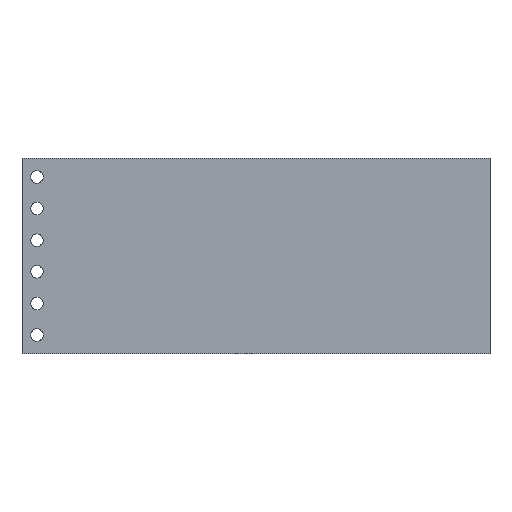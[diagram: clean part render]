
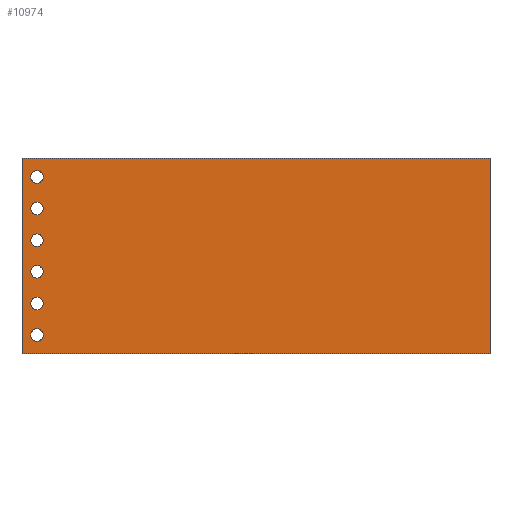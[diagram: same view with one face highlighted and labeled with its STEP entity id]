
A CAD part, front view. The second image highlights one B-rep face of the part: STEP entity #10974.
In plain terms, the highlighted planar face has unit normal (0, -1, 0).
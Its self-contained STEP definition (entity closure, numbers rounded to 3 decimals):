
#14=FACE_BOUND('',#1923,.T.);
#15=FACE_BOUND('',#1924,.T.);
#16=FACE_BOUND('',#1925,.T.);
#17=FACE_BOUND('',#1926,.T.);
#18=FACE_BOUND('',#1927,.T.);
#19=FACE_BOUND('',#1928,.T.);
#237=PLANE('',#11646);
#1344=FACE_OUTER_BOUND('',#1922,.T.);
#1922=EDGE_LOOP('',(#8555,#8556,#8557,#8558));
#1923=EDGE_LOOP('',(#8559));
#1924=EDGE_LOOP('',(#8560));
#1925=EDGE_LOOP('',(#8561));
#1926=EDGE_LOOP('',(#8562));
#1927=EDGE_LOOP('',(#8563));
#1928=EDGE_LOOP('',(#8564));
#2741=LINE('',#15817,#4094);
#3018=LINE('',#16437,#4371);
#3029=LINE('',#16460,#4382);
#3030=LINE('',#16461,#4383);
#4094=VECTOR('',#12782,1.);
#4371=VECTOR('',#13277,1.);
#4382=VECTOR('',#13296,1.);
#4383=VECTOR('',#13297,1.);
#5084=CIRCLE('',#11380,0.5);
#5086=CIRCLE('',#11383,0.5);
#5088=CIRCLE('',#11386,0.5);
#5090=CIRCLE('',#11389,0.5);
#5092=CIRCLE('',#11392,0.5);
#5094=CIRCLE('',#11395,0.5);
#5232=VERTEX_POINT('',#14915);
#5234=VERTEX_POINT('',#14921);
#5236=VERTEX_POINT('',#14927);
#5238=VERTEX_POINT('',#14933);
#5240=VERTEX_POINT('',#14939);
#5242=VERTEX_POINT('',#14945);
#5612=VERTEX_POINT('',#15810);
#5615=VERTEX_POINT('',#15815);
#5849=VERTEX_POINT('',#16435);
#5857=VERTEX_POINT('',#16459);
#6211=EDGE_CURVE('',#5232,#5232,#5084,.T.);
#6214=EDGE_CURVE('',#5234,#5234,#5086,.T.);
#6217=EDGE_CURVE('',#5236,#5236,#5088,.T.);
#6220=EDGE_CURVE('',#5238,#5238,#5090,.T.);
#6223=EDGE_CURVE('',#5240,#5240,#5092,.T.);
#6226=EDGE_CURVE('',#5242,#5242,#5094,.T.);
#6630=EDGE_CURVE('',#5615,#5612,#2741,.T.);
#6930=EDGE_CURVE('',#5849,#5615,#3018,.T.);
#6941=EDGE_CURVE('',#5857,#5849,#3029,.T.);
#6942=EDGE_CURVE('',#5612,#5857,#3030,.T.);
#8555=ORIENTED_EDGE('',*,*,#6941,.F.);
#8556=ORIENTED_EDGE('',*,*,#6942,.F.);
#8557=ORIENTED_EDGE('',*,*,#6630,.F.);
#8558=ORIENTED_EDGE('',*,*,#6930,.F.);
#8559=ORIENTED_EDGE('',*,*,#6211,.T.);
#8560=ORIENTED_EDGE('',*,*,#6214,.T.);
#8561=ORIENTED_EDGE('',*,*,#6217,.T.);
#8562=ORIENTED_EDGE('',*,*,#6220,.T.);
#8563=ORIENTED_EDGE('',*,*,#6223,.T.);
#8564=ORIENTED_EDGE('',*,*,#6226,.T.);
#10974=ADVANCED_FACE('',(#1344,#14,#15,#16,#17,#18,#19),#237,.F.);
#11380=AXIS2_PLACEMENT_3D('',#14917,#12111,#12112);
#11383=AXIS2_PLACEMENT_3D('',#14923,#12118,#12119);
#11386=AXIS2_PLACEMENT_3D('',#14929,#12125,#12126);
#11389=AXIS2_PLACEMENT_3D('',#14935,#12132,#12133);
#11392=AXIS2_PLACEMENT_3D('',#14941,#12139,#12140);
#11395=AXIS2_PLACEMENT_3D('',#14947,#12146,#12147);
#11646=AXIS2_PLACEMENT_3D('',#16458,#13294,#13295);
#12111=DIRECTION('center_axis',(0.,1.,0.));
#12112=DIRECTION('ref_axis',(1.,0.,0.));
#12118=DIRECTION('center_axis',(0.,1.,0.));
#12119=DIRECTION('ref_axis',(1.,0.,0.));
#12125=DIRECTION('center_axis',(0.,1.,0.));
#12126=DIRECTION('ref_axis',(1.,0.,0.));
#12132=DIRECTION('center_axis',(0.,1.,0.));
#12133=DIRECTION('ref_axis',(1.,0.,0.));
#12139=DIRECTION('center_axis',(0.,1.,0.));
#12140=DIRECTION('ref_axis',(1.,0.,0.));
#12146=DIRECTION('center_axis',(0.,1.,0.));
#12147=DIRECTION('ref_axis',(1.,0.,0.));
#12782=DIRECTION('',(0.,0.,-1.));
#13277=DIRECTION('',(1.,0.,0.));
#13294=DIRECTION('center_axis',(0.,1.,0.));
#13295=DIRECTION('ref_axis',(1.,0.,0.));
#13296=DIRECTION('',(0.,0.,1.));
#13297=DIRECTION('',(-1.,0.,0.));
#14915=CARTESIAN_POINT('',(0.7,-1.5,3.81));
#14917=CARTESIAN_POINT('Origin',(1.2,-1.5,3.81));
#14921=CARTESIAN_POINT('',(0.7,-1.5,-1.27));
#14923=CARTESIAN_POINT('Origin',(1.2,-1.5,-1.27));
#14927=CARTESIAN_POINT('',(0.7,-1.5,-6.35));
#14929=CARTESIAN_POINT('Origin',(1.2,-1.5,-6.35));
#14933=CARTESIAN_POINT('',(0.7,-1.5,-3.81));
#14935=CARTESIAN_POINT('Origin',(1.2,-1.5,-3.81));
#14939=CARTESIAN_POINT('',(0.7,-1.5,1.27));
#14941=CARTESIAN_POINT('Origin',(1.2,-1.5,1.27));
#14945=CARTESIAN_POINT('',(0.7,-1.5,6.35));
#14947=CARTESIAN_POINT('Origin',(1.2,-1.5,6.35));
#15810=CARTESIAN_POINT('',(37.6,-1.5,-7.85));
#15815=CARTESIAN_POINT('',(37.6,-1.5,7.85));
#15817=CARTESIAN_POINT('',(37.6,-1.5,-7.85));
#16435=CARTESIAN_POINT('',(0.,-1.5,7.85));
#16437=CARTESIAN_POINT('',(0.,-1.5,7.85));
#16458=CARTESIAN_POINT('Origin',(0.,-1.5,0.));
#16459=CARTESIAN_POINT('',(0.,-1.5,-7.85));
#16460=CARTESIAN_POINT('',(0.,-1.5,-7.85));
#16461=CARTESIAN_POINT('',(0.,-1.5,-7.85));
